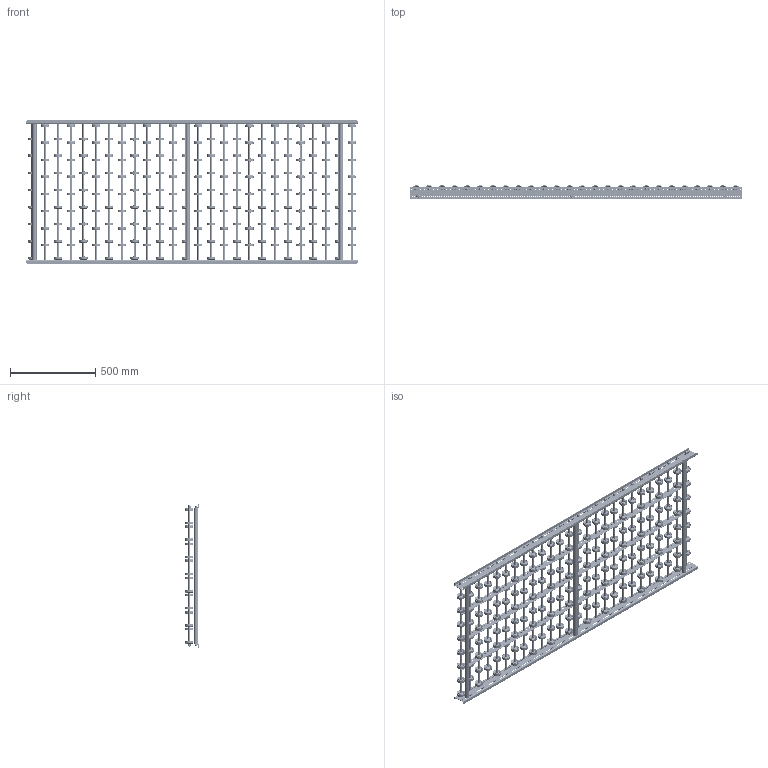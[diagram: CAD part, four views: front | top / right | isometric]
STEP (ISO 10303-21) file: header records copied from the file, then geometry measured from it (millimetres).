
FILE_DESCRIPTION (( 'STEP AP214' ), '1' );
FILE_NAME ('0052547.step', '2021-10-26T13:28:29', ( '' ), ( '' ), 'SwSTEP 2.0', 'SolidWorks 2020', '' );
FILE_SCHEMA (( 'AUTOMOTIVE_DESIGN' ));
Length unit declared in the file: millimetre
Products named in the file (10): 0046278_KB-ROHR-12X1,75mm_KFG_L75; 0052547; S100994_Sperrzahnschraube_M08x16-8.8-A2K; Hutmutter_DIN_1587_M8; S106837_Gewindestange-M8-KFG_L820; Profil_LRB-20x70x20x2_KFG_S100214_U-PROFIL-20-70-20-2-LRB-L=1950; S100100_Längstraverse-42x2,5_S100149_L„ngstraverse-RB-L1899; K0011528_2200-48-8; Röllchenachse-für-Konfiguration_EL800 Stahl; Traversen_KFG_L800
Assembly tree (109 placements, depth 3):
  0052547
    Profil_LRB-20x70x20x2_KFG_S100214_U-PROFIL-20-70-20-2-LRB-L=1950  x2
    S100994_Sperrzahnschraube_M08x16-8.8-A2K  x6
    Traversen_KFG_L800  x3
    Röllchenachse-für-Konfiguration_EL800 Stahl  x26
      S106837_Gewindestange-M8-KFG_L820
      0046278_KB-ROHR-12X1,75mm_KFG_L75
      K0011528_2200-48-8
    S100100_Längstraverse-42x2,5_S100149_L„ngstraverse-RB-L1899  x3
    Hutmutter_DIN_1587_M8  x52
Bounding box: 1950 x 79 x 840 mm (x, y, z)
Volume: 7798370.1 mm3; surface area: 5863723 mm2
Topology: 722 solids, 722 shells, 21672 faces, 45472 edges, 27660 vertices
Faces by surface type: cylinder 8284, torus 5432, plane 4392, cone 3512, bspline 52
Entity records: 37193 total; most frequent: DIRECTION 6705, CARTESIAN_POINT 6132, ORIENTED_EDGE 5564, AXIS2_PLACEMENT_3D 2895, EDGE_CURVE 2782, VERTEX_POINT 1826, EDGE_LOOP 1796, CIRCLE 1787
